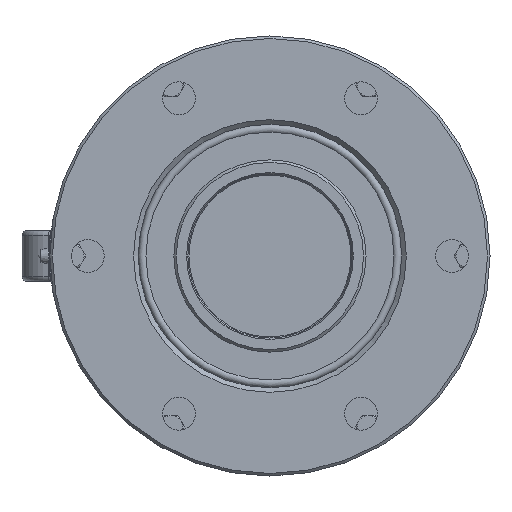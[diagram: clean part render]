
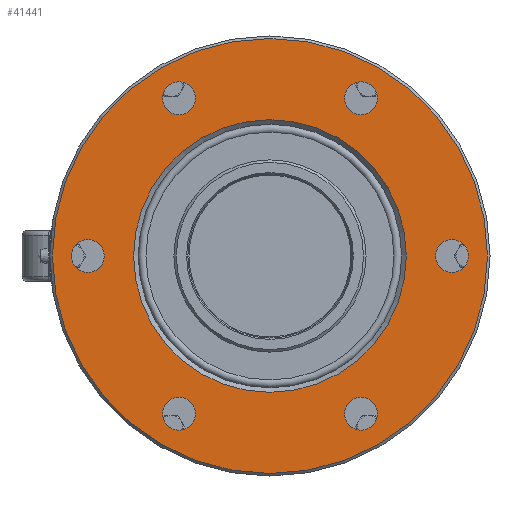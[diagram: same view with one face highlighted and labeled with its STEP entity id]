
A CAD part, left-side view. The second image highlights one B-rep face of the part: STEP entity #41441.
In plain terms, the highlighted planar face has unit normal (-1, 0, 0).
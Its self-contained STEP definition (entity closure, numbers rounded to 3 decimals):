
#8878=FACE_BOUND('',#13686,.T.);
#8879=FACE_BOUND('',#13687,.T.);
#8880=FACE_BOUND('',#13688,.T.);
#8881=FACE_BOUND('',#13689,.T.);
#8882=FACE_BOUND('',#13690,.T.);
#8883=FACE_BOUND('',#13691,.T.);
#8884=FACE_BOUND('',#13692,.T.);
#11112=FACE_OUTER_BOUND('',#13685,.T.);
#13685=EDGE_LOOP('',(#36928));
#13686=EDGE_LOOP('',(#36929,#36930));
#13687=EDGE_LOOP('',(#36931,#36932));
#13688=EDGE_LOOP('',(#36933,#36934));
#13689=EDGE_LOOP('',(#36935,#36936));
#13690=EDGE_LOOP('',(#36937,#36938));
#13691=EDGE_LOOP('',(#36939,#36940));
#13692=EDGE_LOOP('',(#36941,#36942));
#15041=CIRCLE('',#44716,85.56);
#15042=CIRCLE('',#44717,85.56);
#15049=CIRCLE('',#44726,10.3);
#15050=CIRCLE('',#44727,10.3);
#15052=CIRCLE('',#44730,10.3);
#15053=CIRCLE('',#44731,10.3);
#15055=CIRCLE('',#44734,10.3);
#15056=CIRCLE('',#44735,10.3);
#15058=CIRCLE('',#44738,10.3);
#15059=CIRCLE('',#44739,10.3);
#15061=CIRCLE('',#44742,10.3);
#15062=CIRCLE('',#44743,10.3);
#15064=CIRCLE('',#44746,10.3);
#15065=CIRCLE('',#44747,10.3);
#15066=CIRCLE('',#44749,136.5);
#19021=VERTEX_POINT('',#211569);
#19022=VERTEX_POINT('',#211571);
#19028=VERTEX_POINT('',#211587);
#19029=VERTEX_POINT('',#211589);
#19031=VERTEX_POINT('',#211595);
#19032=VERTEX_POINT('',#211597);
#19034=VERTEX_POINT('',#211603);
#19035=VERTEX_POINT('',#211605);
#19037=VERTEX_POINT('',#211611);
#19038=VERTEX_POINT('',#211613);
#19040=VERTEX_POINT('',#211619);
#19041=VERTEX_POINT('',#211621);
#19043=VERTEX_POINT('',#211627);
#19044=VERTEX_POINT('',#211629);
#19045=VERTEX_POINT('',#211633);
#25014=EDGE_CURVE('',#19022,#19021,#15041,.T.);
#25015=EDGE_CURVE('',#19021,#19022,#15042,.T.);
#25023=EDGE_CURVE('',#19029,#19028,#15049,.T.);
#25024=EDGE_CURVE('',#19028,#19029,#15050,.T.);
#25027=EDGE_CURVE('',#19032,#19031,#15052,.T.);
#25028=EDGE_CURVE('',#19031,#19032,#15053,.T.);
#25031=EDGE_CURVE('',#19035,#19034,#15055,.T.);
#25032=EDGE_CURVE('',#19034,#19035,#15056,.T.);
#25035=EDGE_CURVE('',#19038,#19037,#15058,.T.);
#25036=EDGE_CURVE('',#19037,#19038,#15059,.T.);
#25039=EDGE_CURVE('',#19041,#19040,#15061,.T.);
#25040=EDGE_CURVE('',#19040,#19041,#15062,.T.);
#25043=EDGE_CURVE('',#19044,#19043,#15064,.T.);
#25044=EDGE_CURVE('',#19043,#19044,#15065,.T.);
#25045=EDGE_CURVE('',#19045,#19045,#15066,.T.);
#36928=ORIENTED_EDGE('',*,*,#25045,.F.);
#36929=ORIENTED_EDGE('',*,*,#25014,.T.);
#36930=ORIENTED_EDGE('',*,*,#25015,.T.);
#36931=ORIENTED_EDGE('',*,*,#25023,.T.);
#36932=ORIENTED_EDGE('',*,*,#25024,.T.);
#36933=ORIENTED_EDGE('',*,*,#25027,.T.);
#36934=ORIENTED_EDGE('',*,*,#25028,.T.);
#36935=ORIENTED_EDGE('',*,*,#25031,.T.);
#36936=ORIENTED_EDGE('',*,*,#25032,.T.);
#36937=ORIENTED_EDGE('',*,*,#25035,.T.);
#36938=ORIENTED_EDGE('',*,*,#25036,.T.);
#36939=ORIENTED_EDGE('',*,*,#25039,.T.);
#36940=ORIENTED_EDGE('',*,*,#25040,.T.);
#36941=ORIENTED_EDGE('',*,*,#25043,.T.);
#36942=ORIENTED_EDGE('',*,*,#25044,.T.);
#38560=PLANE('',#44748);
#41441=ADVANCED_FACE('',(#11112,#8878,#8879,#8880,#8881,#8882,#8883,#8884),
#38560,.T.);
#44716=AXIS2_PLACEMENT_3D('',#211572,#53778,#53779);
#44717=AXIS2_PLACEMENT_3D('',#211573,#53780,#53781);
#44726=AXIS2_PLACEMENT_3D('',#211590,#53799,#53800);
#44727=AXIS2_PLACEMENT_3D('',#211591,#53801,#53802);
#44730=AXIS2_PLACEMENT_3D('',#211598,#53808,#53809);
#44731=AXIS2_PLACEMENT_3D('',#211599,#53810,#53811);
#44734=AXIS2_PLACEMENT_3D('',#211606,#53817,#53818);
#44735=AXIS2_PLACEMENT_3D('',#211607,#53819,#53820);
#44738=AXIS2_PLACEMENT_3D('',#211614,#53826,#53827);
#44739=AXIS2_PLACEMENT_3D('',#211615,#53828,#53829);
#44742=AXIS2_PLACEMENT_3D('',#211622,#53835,#53836);
#44743=AXIS2_PLACEMENT_3D('',#211623,#53837,#53838);
#44746=AXIS2_PLACEMENT_3D('',#211630,#53844,#53845);
#44747=AXIS2_PLACEMENT_3D('',#211631,#53846,#53847);
#44748=AXIS2_PLACEMENT_3D('',#211632,#53848,#53849);
#44749=AXIS2_PLACEMENT_3D('',#211634,#53850,#53851);
#53778=DIRECTION('center_axis',(1.,0.,0.));
#53779=DIRECTION('ref_axis',(0.,-1.,0.));
#53780=DIRECTION('center_axis',(1.,0.,0.));
#53781=DIRECTION('ref_axis',(0.,-1.,0.));
#53799=DIRECTION('center_axis',(1.,0.,0.));
#53800=DIRECTION('ref_axis',(0.,0.,-1.));
#53801=DIRECTION('center_axis',(1.,0.,0.));
#53802=DIRECTION('ref_axis',(0.,0.,-1.));
#53808=DIRECTION('center_axis',(1.,0.,0.));
#53809=DIRECTION('ref_axis',(0.,0.866,-0.5));
#53810=DIRECTION('center_axis',(1.,0.,0.));
#53811=DIRECTION('ref_axis',(0.,0.866,-0.5));
#53817=DIRECTION('center_axis',(1.,0.,0.));
#53818=DIRECTION('ref_axis',(0.,0.866,0.5));
#53819=DIRECTION('center_axis',(1.,0.,0.));
#53820=DIRECTION('ref_axis',(0.,0.866,0.5));
#53826=DIRECTION('center_axis',(1.,0.,0.));
#53827=DIRECTION('ref_axis',(0.,0.,1.));
#53828=DIRECTION('center_axis',(1.,0.,0.));
#53829=DIRECTION('ref_axis',(0.,0.,1.));
#53835=DIRECTION('center_axis',(1.,0.,0.));
#53836=DIRECTION('ref_axis',(0.,-0.866,0.5));
#53837=DIRECTION('center_axis',(1.,0.,0.));
#53838=DIRECTION('ref_axis',(0.,-0.866,0.5));
#53844=DIRECTION('center_axis',(1.,0.,0.));
#53845=DIRECTION('ref_axis',(0.,-0.866,-0.5));
#53846=DIRECTION('center_axis',(1.,0.,0.));
#53847=DIRECTION('ref_axis',(0.,-0.866,-0.5));
#53848=DIRECTION('center_axis',(-1.,0.,0.));
#53849=DIRECTION('ref_axis',(0.,0.,-1.));
#53850=DIRECTION('center_axis',(1.,0.,0.));
#53851=DIRECTION('ref_axis',(0.,1.,0.));
#211569=CARTESIAN_POINT('',(-83.53,85.56,0.));
#211571=CARTESIAN_POINT('',(-83.53,-85.56,0.));
#211572=CARTESIAN_POINT('Origin',(-83.53,0.,0.));
#211573=CARTESIAN_POINT('Origin',(-83.53,0.,0.));
#211587=CARTESIAN_POINT('',(-83.53,-114.3,10.3));
#211589=CARTESIAN_POINT('',(-83.53,-114.3,-10.3));
#211590=CARTESIAN_POINT('Origin',(-83.53,-114.3,0.));
#211591=CARTESIAN_POINT('Origin',(-83.53,-114.3,0.));
#211595=CARTESIAN_POINT('',(-83.53,-66.07,-93.837));
#211597=CARTESIAN_POINT('',(-83.53,-48.23,-104.137));
#211598=CARTESIAN_POINT('Origin',(-83.53,-57.15,-98.987));
#211599=CARTESIAN_POINT('Origin',(-83.53,-57.15,-98.987));
#211603=CARTESIAN_POINT('',(-83.53,48.23,-104.137));
#211605=CARTESIAN_POINT('',(-83.53,66.07,-93.837));
#211606=CARTESIAN_POINT('Origin',(-83.53,57.15,-98.987));
#211607=CARTESIAN_POINT('Origin',(-83.53,57.15,-98.987));
#211611=CARTESIAN_POINT('',(-83.53,114.3,-10.3));
#211613=CARTESIAN_POINT('',(-83.53,114.3,10.3));
#211614=CARTESIAN_POINT('Origin',(-83.53,114.3,0.));
#211615=CARTESIAN_POINT('Origin',(-83.53,114.3,0.));
#211619=CARTESIAN_POINT('',(-83.53,66.07,93.837));
#211621=CARTESIAN_POINT('',(-83.53,48.23,104.137));
#211622=CARTESIAN_POINT('Origin',(-83.53,57.15,98.987));
#211623=CARTESIAN_POINT('Origin',(-83.53,57.15,98.987));
#211627=CARTESIAN_POINT('',(-83.53,-48.23,104.137));
#211629=CARTESIAN_POINT('',(-83.53,-66.07,93.837));
#211630=CARTESIAN_POINT('Origin',(-83.53,-57.15,98.987));
#211631=CARTESIAN_POINT('Origin',(-83.53,-57.15,98.987));
#211632=CARTESIAN_POINT('Origin',(-83.53,-111.83,0.));
#211633=CARTESIAN_POINT('',(-83.53,-136.5,0.));
#211634=CARTESIAN_POINT('Origin',(-83.53,0.,0.));
